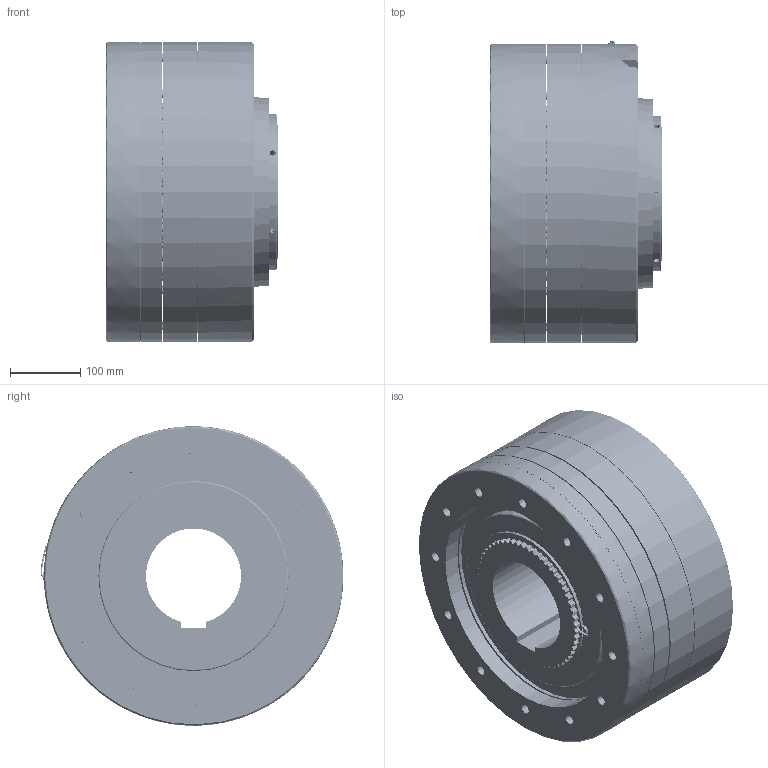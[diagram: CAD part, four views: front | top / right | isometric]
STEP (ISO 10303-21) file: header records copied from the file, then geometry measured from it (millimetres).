
FILE_DESCRIPTION(/* description */ (''),/* implementation_level */ '2;1');
FILE_NAME(/* name */ 'ESB-N385_Z.stp',/* time_stamp */ '2025-01-21T08:54:08+01:00',/* author */ ('nesvadba'),/* organization */ (''),/* preprocessor_version */ 'ST-DEVELOPER v20',/* originating_system */ 'Autodesk Inventor 2025',/* authorisation */ '');
FILE_SCHEMA (('AUTOMOTIVE_DESIGN { 1 0 10303 214 3 1 1 }'));
Products named in the file (1): 07_80_385_01 ESB-N385_Z@STEP
Bounding box: 245 x 429.44 x 425 mm (x, y, z)
Volume: 21985731.5 mm3; surface area: 2146052.6 mm2
Topology: 3 solids, 3 shells, 3122 faces, 9088 edges, 6010 vertices
Faces by surface type: plane 2082, cylinder 864, bspline 87, cone 49, torus 40
Full cylindrical faces by diameter (mm): 2 x1, 4 x3, 6.647 x3, 9 x1, 9.1 x3, 10 x9, 10.5 x9, 11 x1, 12.5 x12, 13 x75, 13.835 x24, 16 x12, 16.5 x12, 20 x18, 24 x12, 24.5 x12, 190 x2, 206 x2, 220.5 x1, 221.5 x1, 230.3 x1, 231.4 x1, 239 x1, 240 x3, 246 x1, 267 x1, 270 x2, 313.8 x1, 315 x2, 315.8 x1
Entity records: 220838 total; most frequent: CARTESIAN_POINT 131351, DIRECTION 20140, ORIENTED_EDGE 18120, EDGE_CURVE 9060, AXIS2_PLACEMENT_3D 8439, VERTEX_POINT 6010, EDGE_LOOP 4316, LINE 3262
